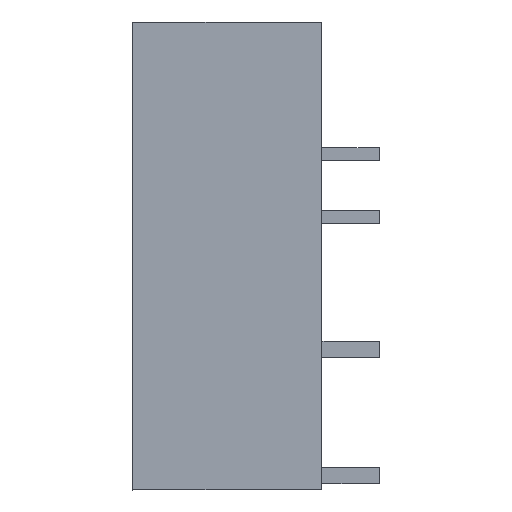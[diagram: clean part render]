
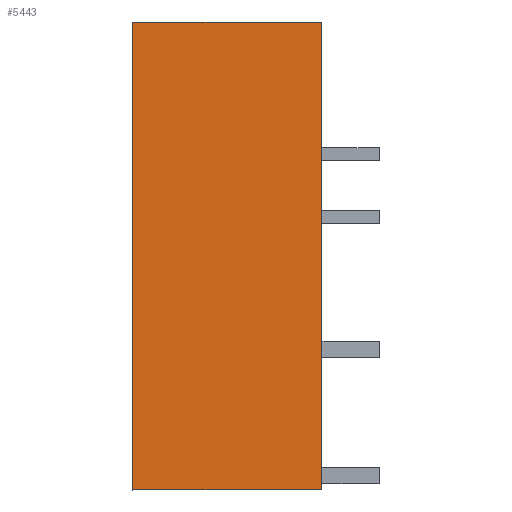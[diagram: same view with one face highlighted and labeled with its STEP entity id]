
A CAD part, left-side view. The second image highlights one B-rep face of the part: STEP entity #5443.
In plain terms, the highlighted planar face has unit normal (-1, 0, 0).
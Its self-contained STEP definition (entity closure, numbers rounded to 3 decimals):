
#5430=AXIS2_PLACEMENT_3D('Plane Axis2P3D',#5427,#5428,#5429) ;
#2809=CARTESIAN_POINT('Vertex',(0.,3.5,28.3)) ;
#2812=CARTESIAN_POINT('Line Origine',(0.,3.5,14.15)) ;
#2816=CARTESIAN_POINT('Vertex',(0.,3.5,0.)) ;
#3748=CARTESIAN_POINT('Vertex',(0.,14.9,0.)) ;
#3751=CARTESIAN_POINT('Line Origine',(0.,14.9,14.15)) ;
#3755=CARTESIAN_POINT('Vertex',(0.,14.9,28.3)) ;
#4636=CARTESIAN_POINT('Line Origine',(0.,9.2,28.3)) ;
#5427=CARTESIAN_POINT('Axis2P3D Location',(0.,14.9,28.3)) ;
#5432=CARTESIAN_POINT('Line Origine',(0.,9.2,0.)) ;
#2813=DIRECTION('Vector Direction',(0.,0.,-1.)) ;
#3752=DIRECTION('Vector Direction',(0.,0.,-1.)) ;
#4637=DIRECTION('Vector Direction',(0.,-1.,0.)) ;
#5428=DIRECTION('Axis2P3D Direction',(-1.,-0.,-0.)) ;
#5429=DIRECTION('Axis2P3D XDirection',(0.,0.,-1.)) ;
#5433=DIRECTION('Vector Direction',(0.,-1.,0.)) ;
#2814=VECTOR('Line Direction',#2813,1.) ;
#3753=VECTOR('Line Direction',#3752,1.) ;
#4638=VECTOR('Line Direction',#4637,1.) ;
#5434=VECTOR('Line Direction',#5433,1.) ;
#5438=ORIENTED_EDGE('',*,*,#4640,.F.) ;
#5439=ORIENTED_EDGE('',*,*,#3757,.F.) ;
#5440=ORIENTED_EDGE('',*,*,#5436,.T.) ;
#5441=ORIENTED_EDGE('',*,*,#2818,.F.) ;
#5443=ADVANCED_FACE('HOUSING',(#5442),#5431,.T.) ;
#2818=EDGE_CURVE('',#2810,#2817,#2815,.T.) ;
#3757=EDGE_CURVE('',#3749,#3756,#3754,.F.) ;
#4640=EDGE_CURVE('',#3756,#2810,#4639,.T.) ;
#5436=EDGE_CURVE('',#3749,#2817,#5435,.T.) ;
#5437=EDGE_LOOP('',(#5438,#5439,#5440,#5441)) ;
#5442=FACE_OUTER_BOUND('',#5437,.T.) ;
#2815=LINE('Line',#2812,#2814) ;
#3754=LINE('Line',#3751,#3753) ;
#4639=LINE('Line',#4636,#4638) ;
#5435=LINE('Line',#5432,#5434) ;
#5431=PLANE('',#5430) ;
#2810=VERTEX_POINT('',#2809) ;
#2817=VERTEX_POINT('',#2816) ;
#3749=VERTEX_POINT('',#3748) ;
#3756=VERTEX_POINT('',#3755) ;
